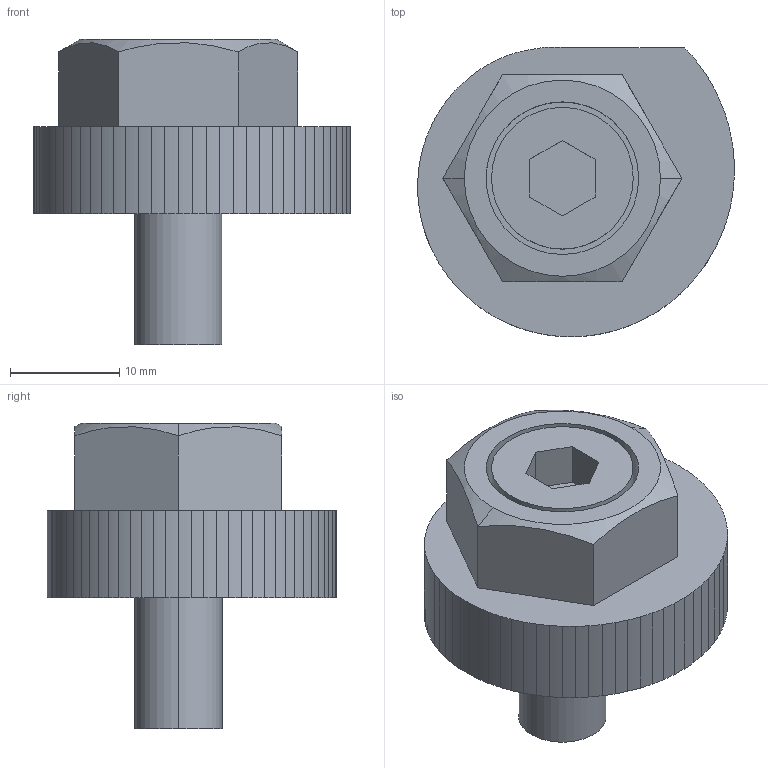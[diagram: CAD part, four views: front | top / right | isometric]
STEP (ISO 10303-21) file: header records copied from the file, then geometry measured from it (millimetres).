
FILE_DESCRIPTION (( 'STEP AP203' ), '1' );
FILE_NAME ('bj161-08001.STEP', '2021-10-25T01:20:00', ( '' ), ( '' ), 'SwSTEP 2.0', 'SolidWorks 2020', '' );
FILE_SCHEMA (( 'CONFIG_CONTROL_DESIGN' ));
Length unit declared in the file: millimetre
Products named in the file (3): bj161-08001; bj161-08001_02; bj161-08001_01
Assembly tree (2 placements, depth 2):
  bj161-08001
    bj161-08001_01
    bj161-08001_02
Bounding box: 29.05 x 26.56 x 28 mm (x, y, z)
Volume: 7827.5 mm3; surface area: 4106.4 mm2
Topology: 2 solids, 2 shells, 96 faces, 262 edges, 174 vertices
Faces by surface type: cylinder 73, plane 21, cone 2
Entity records: 3481 total; most frequent: DIRECTION 606, CARTESIAN_POINT 603, ORIENTED_EDGE 524, EDGE_CURVE 262, AXIS2_PLACEMENT_3D 249, VERTEX_POINT 174, CIRCLE 148, LINE 108
